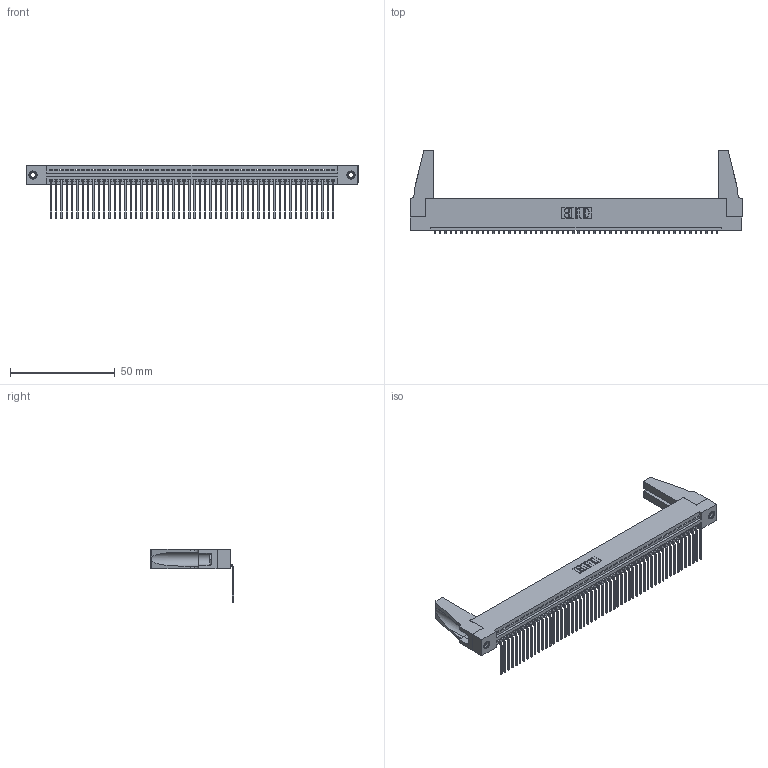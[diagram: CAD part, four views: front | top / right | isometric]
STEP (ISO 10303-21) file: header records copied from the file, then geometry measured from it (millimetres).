
FILE_DESCRIPTION (( 'STEP AP203' ), '1' );
FILE_NAME ('345-054-559-188.STEP', '2019-10-10T01:03:44', ( '' ), ( '' ), 'SwSTEP 2.0', 'SolidWorks 2016', '' );
FILE_SCHEMA (( 'CONFIG_CONTROL_DESIGN' ));
Length unit declared in the file: inch
Products named in the file (5): 345-292-001_558 559 Tail - 1; 345-054-559-188; 345 Part_Flush Mounting Lugs - 0.156 Dia-TH; 345-250-001_345-250-001-102; 345-220-078_345-220-088
Assembly tree (59 placements, depth 2):
  345-054-559-188
    345 Part_Flush Mounting Lugs - 0.156 Dia-TH
    345-292-001_558 559 Tail - 1  x54
    345-250-001_345-250-001-102  x2
    345-220-078_345-220-088  x2
Bounding box: 158.39 x 39.61 x 25.53 mm (x, y, z)
Volume: 18575.2 mm3; surface area: 24712 mm2
Topology: 59 solids, 59 shells, 3490 faces, 10483 edges, 6906 vertices
Faces by surface type: plane 2420, cylinder 1054, cone 12, torus 4
Entity records: 41258 total; most frequent: CARTESIAN_POINT 7136, ORIENTED_EDGE 7084, DIRECTION 6222, EDGE_CURVE 3542, LINE 3152, VECTOR 3152, VERTEX_POINT 2354, AXIS2_PLACEMENT_3D 1535
